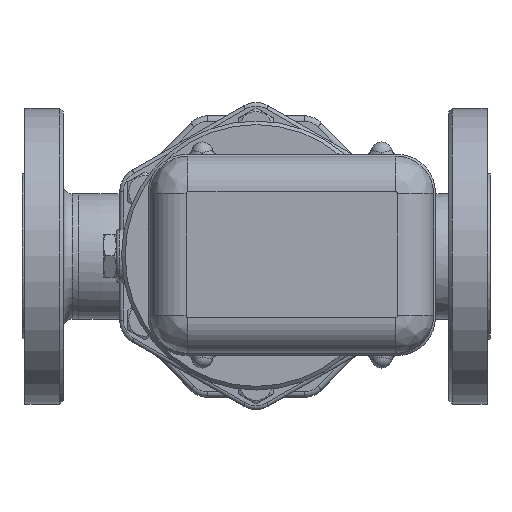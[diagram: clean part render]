
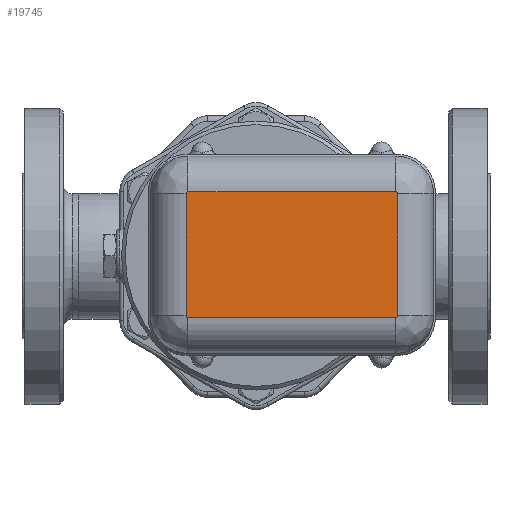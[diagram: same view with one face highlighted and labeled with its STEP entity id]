
A CAD part, top view. The second image highlights one B-rep face of the part: STEP entity #19745.
In plain terms, the highlighted planar face has unit normal (0, 0, 1).
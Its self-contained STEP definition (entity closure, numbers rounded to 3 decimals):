
#799=PLANE('',#21189);
#1556=LINE('',#32064,#2794);
#1558=LINE('',#32100,#2796);
#1561=LINE('',#32107,#2799);
#1563=LINE('',#32138,#2801);
#2794=VECTOR('',#23880,116.);
#2796=VECTOR('',#23900,68.);
#2799=VECTOR('',#23907,68.);
#2801=VECTOR('',#23923,116.);
#4482=FACE_OUTER_BOUND('',#5817,.T.);
#5817=EDGE_LOOP('',(#14369,#14370,#14371,#14372,#14373,#14374,#14375,#14376));
#7837=CIRCLE('',#21165,1.);
#7841=CIRCLE('',#21169,1.);
#7845=CIRCLE('',#21175,1.);
#7849=CIRCLE('',#21179,1.);
#9103=VERTEX_POINT('',#32061);
#9104=VERTEX_POINT('',#32063);
#9107=VERTEX_POINT('',#32078);
#9108=VERTEX_POINT('',#32091);
#9111=VERTEX_POINT('',#32098);
#9112=VERTEX_POINT('',#32103);
#9115=VERTEX_POINT('',#32118);
#9116=VERTEX_POINT('',#32131);
#11151=EDGE_CURVE('',#9103,#9104,#1556,.T.);
#11155=EDGE_CURVE('',#9107,#9103,#7837,.T.);
#11159=EDGE_CURVE('',#9104,#9108,#7841,.T.);
#11161=EDGE_CURVE('',#9111,#9107,#1558,.T.);
#11165=EDGE_CURVE('',#9108,#9112,#1561,.T.);
#11167=EDGE_CURVE('',#9115,#9111,#7845,.T.);
#11171=EDGE_CURVE('',#9112,#9116,#7849,.T.);
#11173=EDGE_CURVE('',#9116,#9115,#1563,.T.);
#14369=ORIENTED_EDGE('',*,*,#11151,.F.);
#14370=ORIENTED_EDGE('',*,*,#11155,.F.);
#14371=ORIENTED_EDGE('',*,*,#11161,.F.);
#14372=ORIENTED_EDGE('',*,*,#11167,.F.);
#14373=ORIENTED_EDGE('',*,*,#11173,.F.);
#14374=ORIENTED_EDGE('',*,*,#11171,.F.);
#14375=ORIENTED_EDGE('',*,*,#11165,.F.);
#14376=ORIENTED_EDGE('',*,*,#11159,.F.);
#19745=ADVANCED_FACE('',(#4482),#799,.T.);
#21165=AXIS2_PLACEMENT_3D('',#32080,#23886,#23887);
#21169=AXIS2_PLACEMENT_3D('',#32095,#23894,#23895);
#21175=AXIS2_PLACEMENT_3D('',#32120,#23910,#23911);
#21179=AXIS2_PLACEMENT_3D('',#32135,#23918,#23919);
#21189=AXIS2_PLACEMENT_3D('',#32201,#23947,#23948);
#23880=DIRECTION('',(-1.,0.,0.));
#23886=DIRECTION('center_axis',(0.,0.,-1.));
#23887=DIRECTION('ref_axis',(0.707,-0.707,0.));
#23894=DIRECTION('center_axis',(0.,0.,-1.));
#23895=DIRECTION('ref_axis',(-0.707,-0.707,0.));
#23900=DIRECTION('',(0.,-1.,0.));
#23907=DIRECTION('',(0.,1.,0.));
#23910=DIRECTION('center_axis',(0.,0.,-1.));
#23911=DIRECTION('ref_axis',(0.707,0.707,0.));
#23918=DIRECTION('center_axis',(0.,0.,-1.));
#23919=DIRECTION('ref_axis',(-0.707,0.707,0.));
#23923=DIRECTION('',(1.,0.,0.));
#23947=DIRECTION('center_axis',(0.,0.,1.));
#23948=DIRECTION('ref_axis',(1.,0.,0.));
#32061=CARTESIAN_POINT('',(78.,-35.,617.));
#32063=CARTESIAN_POINT('',(-38.,-35.,617.));
#32064=CARTESIAN_POINT('',(59.5,-35.,617.));
#32078=CARTESIAN_POINT('',(79.,-34.,617.));
#32080=CARTESIAN_POINT('Origin',(78.,-34.,617.));
#32091=CARTESIAN_POINT('',(-39.,-34.,617.));
#32095=CARTESIAN_POINT('Origin',(-38.,-34.,617.));
#32098=CARTESIAN_POINT('',(79.,34.,617.));
#32100=CARTESIAN_POINT('',(79.,27.5,617.));
#32103=CARTESIAN_POINT('',(-39.,34.,617.));
#32107=CARTESIAN_POINT('',(-39.,-27.5,617.));
#32118=CARTESIAN_POINT('',(78.,35.,617.));
#32120=CARTESIAN_POINT('Origin',(78.,34.,617.));
#32131=CARTESIAN_POINT('',(-38.,35.,617.));
#32135=CARTESIAN_POINT('Origin',(-38.,34.,617.));
#32138=CARTESIAN_POINT('',(-19.5,35.,617.));
#32201=CARTESIAN_POINT('Origin',(20.,0.,617.));
